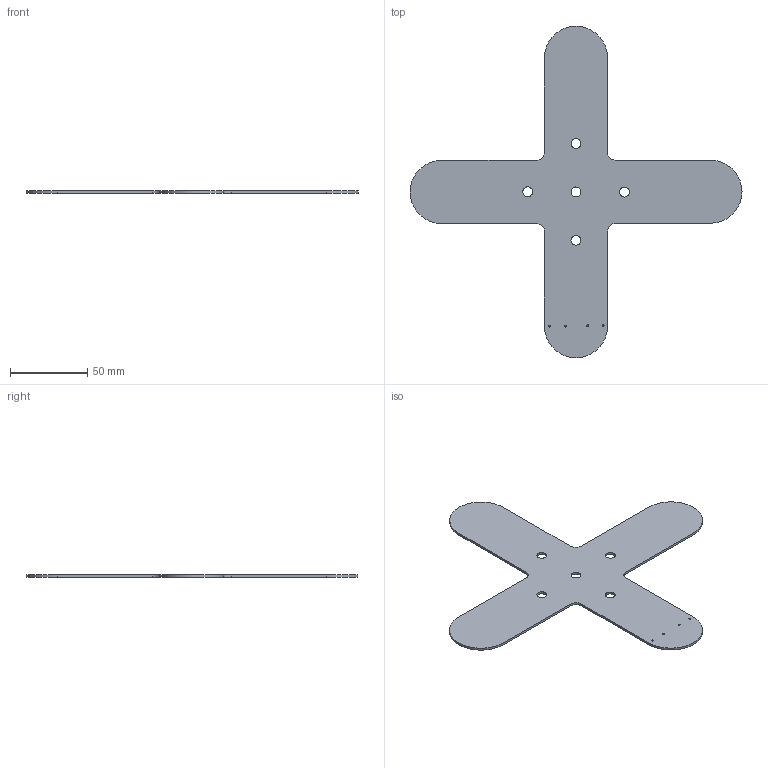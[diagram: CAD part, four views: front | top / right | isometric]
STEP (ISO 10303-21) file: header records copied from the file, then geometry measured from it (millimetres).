
FILE_DESCRIPTION(('KiCad electronic assembly'),'2;1');
FILE_NAME('Project NEO Zia REV 1_5.step','2025-10-09T22:42:13',('Pcbnew' ),('Kicad'),'Open CASCADE STEP processor 7.8', 'KiCad to STEP converter','Unknown');
FILE_SCHEMA(('AUTOMOTIVE_DESIGN { 1 0 10303 214 1 1 1 1 }'));
Length unit declared in the file: millimetre
Products named in the file (2): Project NEO Zia REV 1_5 1; Project NEO Zia REV 1_5_PCB
Assembly tree (1 placements, depth 2):
  Project NEO Zia REV 1_5 1
    Project NEO Zia REV 1_5_PCB
Bounding box: 214.85 x 214.55 x 1.51 mm (x, y, z)
Volume: 22652.3 mm3; surface area: 31356.1 mm2
Topology: 1 solids, 1 shells, 27 faces, 75 edges, 50 vertices
Faces by surface type: cylinder 17, plane 10
Full cylindrical faces by diameter (mm): 1.245 x4, 6.4 x5
Entity records: 956 total; most frequent: DIRECTION 167, CARTESIAN_POINT 154, ORIENTED_EDGE 150, EDGE_CURVE 75, AXIS2_PLACEMENT_3D 63, VERTEX_POINT 50, FACE_BOUND 45, EDGE_LOOP 45
